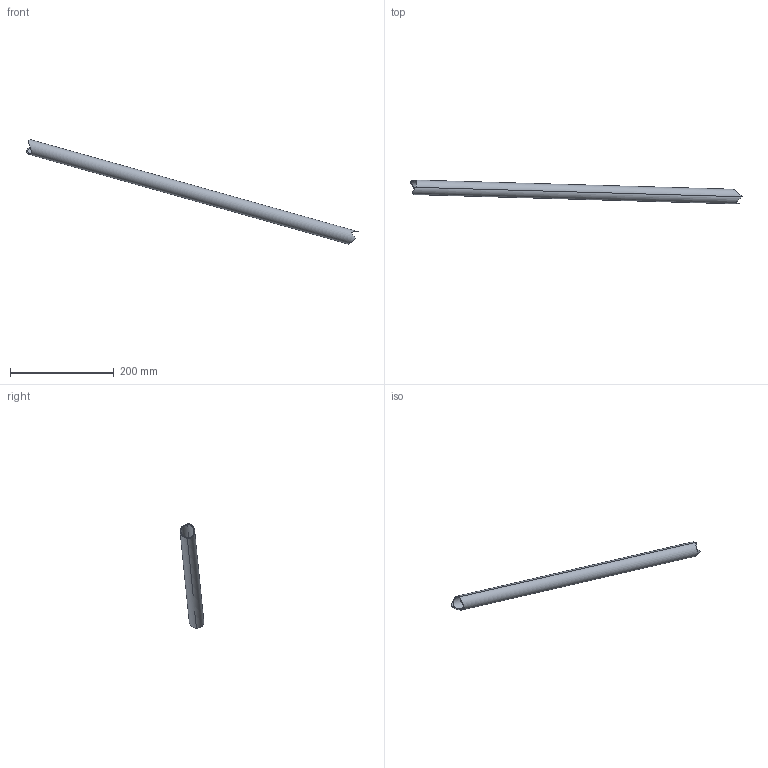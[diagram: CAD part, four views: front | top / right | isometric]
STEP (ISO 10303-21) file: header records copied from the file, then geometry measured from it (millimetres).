
FILE_DESCRIPTION(('STEP AP214'),'1');
FILE_NAME('4.stp','2019-12-01T17:27:22',(' '),(' '),'Spatial InterOp 3D',' ',' ');
FILE_SCHEMA(('AUTOMOTIVE_DESIGN { 1 0 10303 214 1 1 1 1 }'));
Length unit declared in the file: metre
Products named in the file (1): PartBody/Trim.1
Bounding box: 639.97 x 45.83 x 201.02 mm (x, y, z)
Volume: 80311.7 mm3; surface area: 107513.1 mm2
Topology: 1 solids, 1 shells, 12 faces, 40 edges, 28 vertices
Faces by surface type: cylinder 10, torus 2
Entity records: 1386 total; most frequent: CARTESIAN_POINT 804, ORIENTED_EDGE 80, STYLED_ITEM 44, PRESENTATION_STYLE_ASSIGNMENT 44, COLOUR_RGB 44, DIRECTION 41, EDGE_CURVE 40, CURVE_STYLE 31
